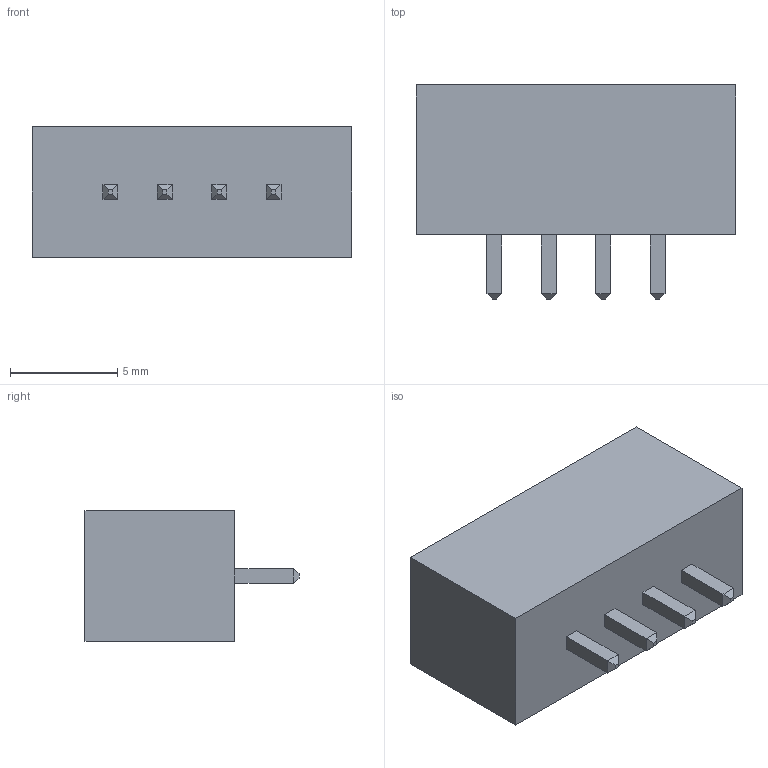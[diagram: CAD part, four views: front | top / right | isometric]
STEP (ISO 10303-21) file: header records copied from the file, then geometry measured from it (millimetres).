
FILE_DESCRIPTION(/* description */ (''),/* implementation_level */ '2;1');
FILE_NAME(/* name */ 'JST 4 pins v1.step',/* time_stamp */ '2019-11-26T14:26:52-03:00',/* author */ (''),/* organization */ (''),/* preprocessor_version */ 'ST-DEVELOPER v18',/* originating_system */ 'Autodesk Translation Framework v8.12.0.6',/* authorisation */ '');
FILE_SCHEMA (('AUTOMOTIVE_DESIGN { 1 0 10303 214 3 1 1 }'));
Length unit declared in the file: millimetre
Products named in the file (1): JST 4 pins
Bounding box: 14.94 x 10 x 6.1 mm (x, y, z)
Volume: 218.5 mm3; surface area: 766.8 mm2
Topology: 1 solids, 1 shells, 90 faces, 208 edges, 128 vertices
Faces by surface type: plane 90
Entity records: 2593 total; most frequent: CARTESIAN_POINT 427, ORIENTED_EDGE 416, DIRECTION 390, LINE 208, VECTOR 208, EDGE_CURVE 208, VERTEX_POINT 128, EDGE_LOOP 98
